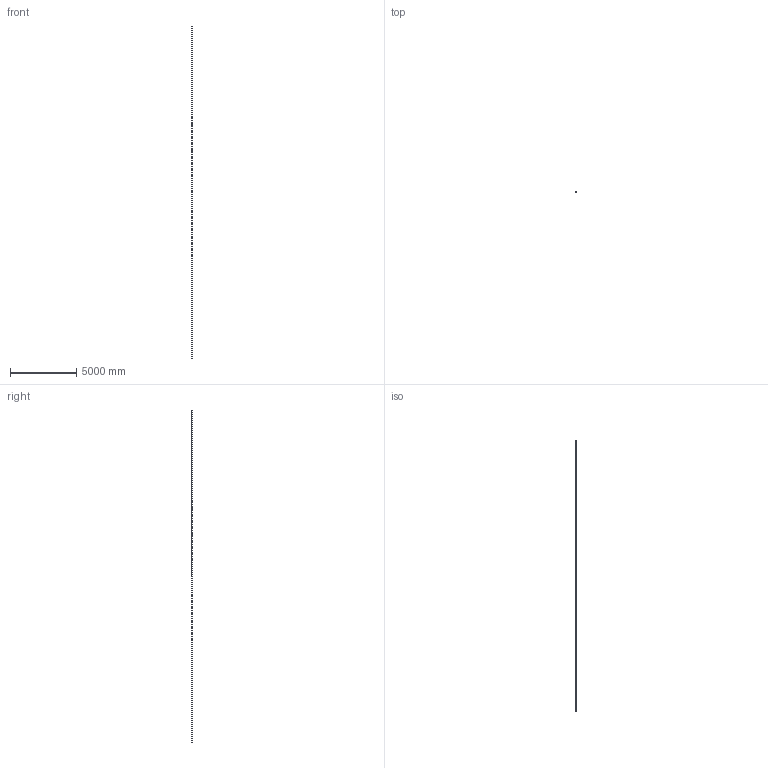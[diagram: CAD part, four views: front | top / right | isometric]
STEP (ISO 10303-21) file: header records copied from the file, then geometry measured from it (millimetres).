
FILE_DESCRIPTION (( 'STEP AP203' ), '1' );
FILE_NAME ('60363-GU-25M.step', '2022-07-21T07:23:03', ( '' ), ( '' ), 'SwSTEP 2.0', 'SolidWorks 2018', '' );
FILE_SCHEMA (( 'CONFIG_CONTROL_DESIGN' ));
Length unit declared in the file: millimetre
Products named in the file (1): 60363-GU-25M
Bounding box: 25.09 x 22.95 x 25000 mm (x, y, z)
Volume: 3035469.5 mm3; surface area: 4186774.5 mm2
Topology: 1 solids, 1 shells, 391 faces, 1086 edges, 724 vertices
Faces by surface type: plane 198, bspline 153, cylinder 40
Entity records: 20071 total; most frequent: CARTESIAN_POINT 10939, ORIENTED_EDGE 2172, DIRECTION 1338, EDGE_CURVE 1086, VERTEX_POINT 724, LINE 700, VECTOR 700, EDGE_LOOP 422
